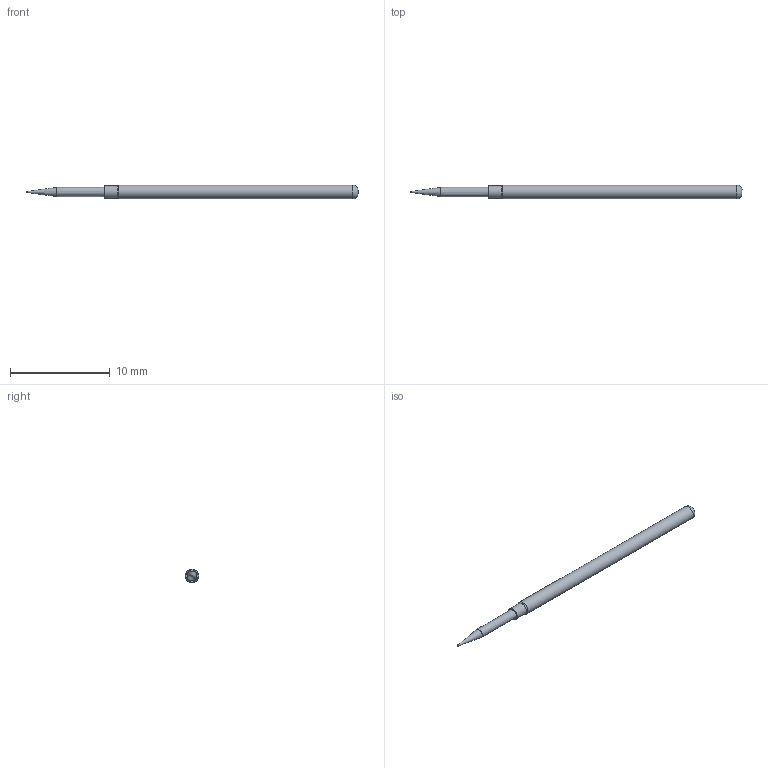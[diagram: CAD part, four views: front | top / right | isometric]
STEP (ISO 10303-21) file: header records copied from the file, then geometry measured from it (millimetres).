
FILE_DESCRIPTION (( 'STEP AP214' ), '1' );
FILE_NAME ('100-2531.STEP', '2021-01-14T13:33:59', ( '' ), ( '' ), 'SwSTEP 2.0', 'SolidWorks 2020', '' );
FILE_SCHEMA (( 'AUTOMOTIVE_DESIGN' ));
Length unit declared in the file: inch
Products named in the file (1): 100-2531
Bounding box: 33.27 x 1.37 x 1.37 mm (x, y, z)
Volume: 40.7 mm3; surface area: 128.5 mm2
Topology: 1 solids, 1 shells, 11 faces, 18 edges, 11 vertices
Faces by surface type: plane 4, cone 4, cylinder 2, torus 1
Full cylindrical faces by diameter (mm): 1.219 x1, 1.367 x1
Entity records: 397 total; most frequent: DIRECTION 44, CARTESIAN_POINT 32, AXIS2_PLACEMENT_3D 22, ORIENTED_EDGE 20, EDGE_LOOP 20, LENGTH_MEASURE_WITH_UNIT 14, UNCERTAINTY_MEASURE_WITH_UNIT 14, FACE_OUTER_BOUND 14
